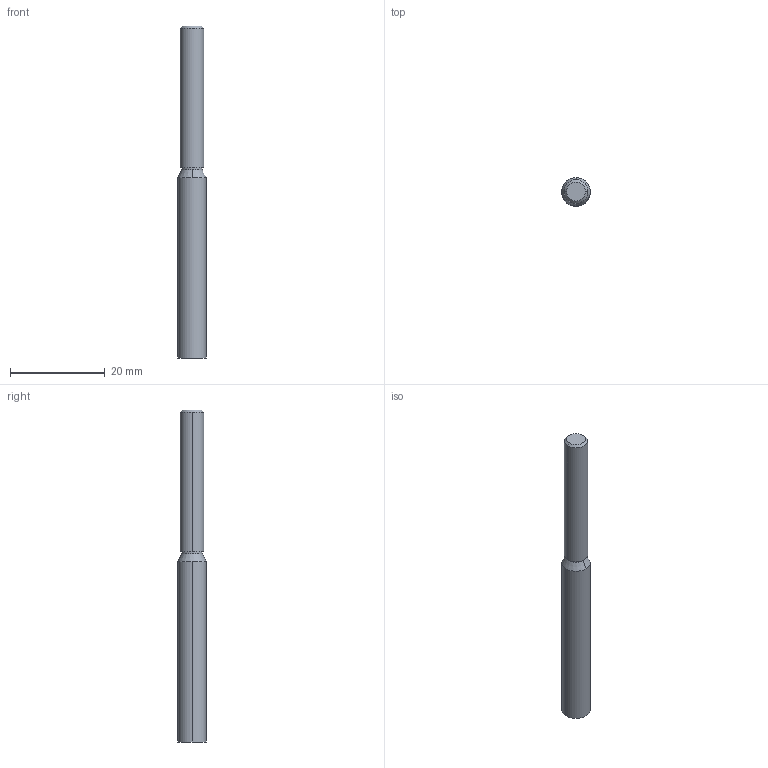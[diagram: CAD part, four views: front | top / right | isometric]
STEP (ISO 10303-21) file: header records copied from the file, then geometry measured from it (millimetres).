
FILE_DESCRIPTION (( 'STEP AP203' ), '1' );
FILE_NAME ('101000303-GL.STEP', '2018-03-13T15:52:14', ( '' ), ( '' ), 'SwSTEP 2.0', 'SolidWorks 2015', '' );
FILE_SCHEMA (( 'CONFIG_CONTROL_DESIGN' ));
Length unit declared in the file: millimetre
Products named in the file (1): 101000303-GL
Bounding box: 6 x 6 x 70 mm (x, y, z)
Volume: 1397.5 mm3; surface area: 1636.3 mm2
Topology: 1 solids, 1 shells, 269 faces, 735 edges, 477 vertices
Faces by surface type: bspline 130, plane 89, cylinder 42, cone 8
Entity records: 14079 total; most frequent: CARTESIAN_POINT 8087, ORIENTED_EDGE 1466, DIRECTION 829, EDGE_CURVE 733, VERTEX_POINT 477, VECTOR 337, LINE 337, B_SPLINE_CURVE_WITH_KNOTS 282
